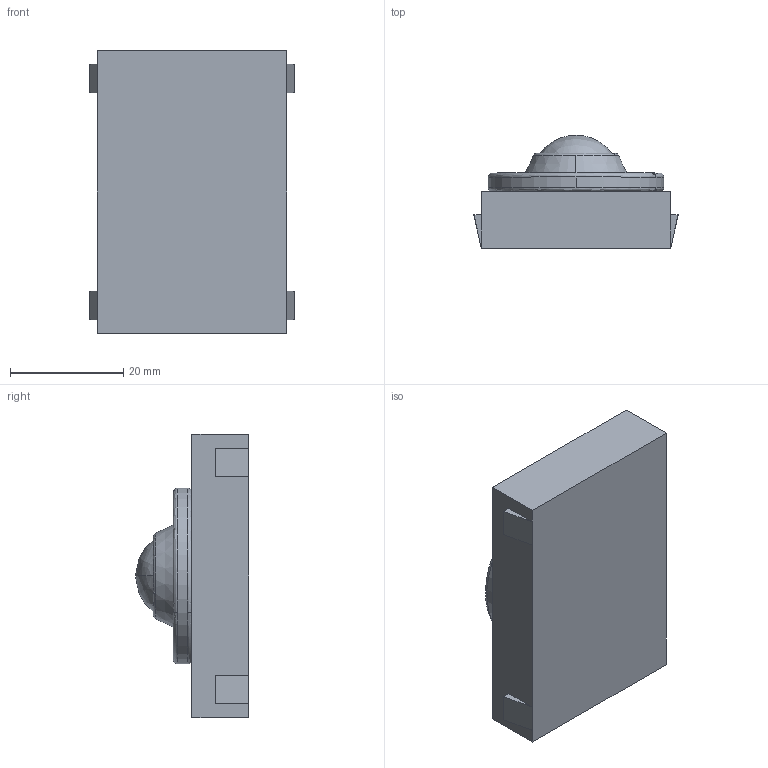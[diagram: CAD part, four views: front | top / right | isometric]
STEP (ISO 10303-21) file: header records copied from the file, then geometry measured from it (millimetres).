
FILE_DESCRIPTION (( 'STEP AP214' ), '1' );
FILE_NAME ('7750030', '2019-02-01T13:52:25', ( '' ), ('JUGARD+KÜNSTNER GmbH'), 'SwSTEP 2.0', 'SolidWorks 2017', '' );
FILE_SCHEMA (( 'AUTOMOTIVE_DESIGN' ));
Length unit declared in the file: millimetre
Products named in the file (1): 7750030_CNAJF00
Bounding box: 36 x 19.96 x 50 mm (x, y, z)
Volume: 20183.1 mm3; surface area: 6156.1 mm2
Topology: 1 solids, 1 shells, 39 faces, 103 edges, 62 vertices
Faces by surface type: plane 25, bspline 10, cylinder 2, cone 2
Entity records: 2159 total; most frequent: CARTESIAN_POINT 817, ORIENTED_EDGE 190, DIRECTION 170, EDGE_CURVE 95, VERTEX_POINT 62, AXIS2_PLACEMENT_3D 57, LINE 56, VECTOR 56
